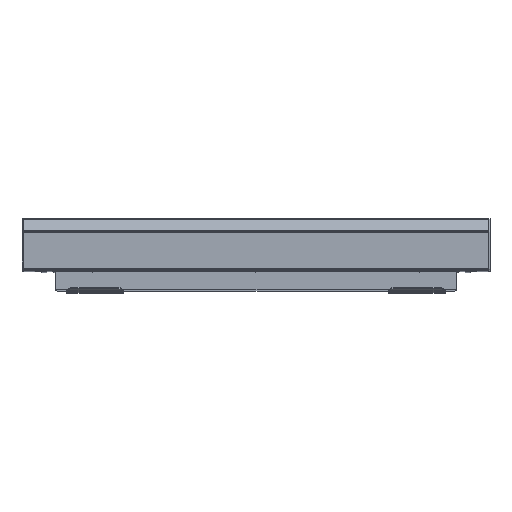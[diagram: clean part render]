
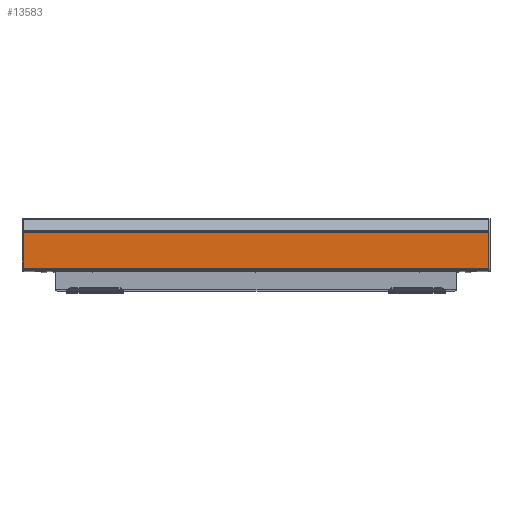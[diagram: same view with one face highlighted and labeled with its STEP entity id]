
A CAD part, top view. The second image highlights one B-rep face of the part: STEP entity #13583.
In plain terms, the highlighted planar face has unit normal (0, 0, 1).
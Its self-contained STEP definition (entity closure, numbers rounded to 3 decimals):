
#580 = CARTESIAN_POINT ( 'NONE',  ( -327.5, -19.054, 493. ) ) ;
#589 = ORIENTED_EDGE ( 'NONE', *, *, #7696, .T. ) ;
#1833 = CARTESIAN_POINT ( 'NONE',  ( -327.5, -69.906, 493. ) ) ;
#2309 = LINE ( 'NONE', #6943, #11606 ) ;
#3099 = LINE ( 'NONE', #1833, #4790 ) ;
#3609 = FACE_OUTER_BOUND ( 'NONE', #10901, .T. ) ;
#4291 = VECTOR ( 'NONE', #7878, 1000. ) ;
#4631 = ORIENTED_EDGE ( 'NONE', *, *, #9337, .F. ) ;
#4790 = VECTOR ( 'NONE', #6630, 1000. ) ;
#5262 = CARTESIAN_POINT ( 'NONE',  ( -327.5, -69.906, 493. ) ) ;
#5705 = DIRECTION ( 'NONE',  ( 0., -1., 0. ) ) ;
#6052 = PLANE ( 'NONE',  #9359 ) ;
#6278 = VECTOR ( 'NONE', #5705, 1000. ) ;
#6387 = CARTESIAN_POINT ( 'NONE',  ( -327.5, -19.054, 493. ) ) ;
#6630 = DIRECTION ( 'NONE',  ( 1., 0., 0. ) ) ;
#6943 = CARTESIAN_POINT ( 'NONE',  ( 327.5, -19.054, 493. ) ) ;
#7696 = EDGE_CURVE ( 'NONE', #9682, #10070, #7892, .T. ) ;
#7816 = CARTESIAN_POINT ( 'NONE',  ( 327.5, -19.054, 493. ) ) ;
#7878 = DIRECTION ( 'NONE',  ( 1., 0., 0. ) ) ;
#7892 = LINE ( 'NONE', #12712, #6278 ) ;
#8493 = DIRECTION ( 'NONE',  ( 0., -1., 0. ) ) ;
#9038 = LINE ( 'NONE', #6387, #4291 ) ;
#9123 = VERTEX_POINT ( 'NONE', #11109 ) ;
#9337 = EDGE_CURVE ( 'NONE', #9650, #9123, #2309, .T. ) ;
#9359 = AXIS2_PLACEMENT_3D ( 'NONE', #12080, #9675, #8493 ) ;
#9650 = VERTEX_POINT ( 'NONE', #7816 ) ;
#9675 = DIRECTION ( 'NONE',  ( 0., 0., 1. ) ) ;
#9682 = VERTEX_POINT ( 'NONE', #580 ) ;
#10070 = VERTEX_POINT ( 'NONE', #5262 ) ;
#10901 = EDGE_LOOP ( 'NONE', ( #11024, #4631, #11543, #589 ) ) ;
#11024 = ORIENTED_EDGE ( 'NONE', *, *, #14854, .T. ) ;
#11109 = CARTESIAN_POINT ( 'NONE',  ( 327.5, -69.906, 493. ) ) ;
#11462 = EDGE_CURVE ( 'NONE', #9682, #9650, #9038, .T. ) ;
#11543 = ORIENTED_EDGE ( 'NONE', *, *, #11462, .F. ) ;
#11606 = VECTOR ( 'NONE', #11782, 1000. ) ;
#11782 = DIRECTION ( 'NONE',  ( 0., -1., 0. ) ) ;
#12080 = CARTESIAN_POINT ( 'NONE',  ( -327.5, -19.054, 493. ) ) ;
#12712 = CARTESIAN_POINT ( 'NONE',  ( -327.5, -19.054, 493. ) ) ;
#13583 = ADVANCED_FACE ( 'NONE', ( #3609 ), #6052, .T. ) ;
#14854 = EDGE_CURVE ( 'NONE', #10070, #9123, #3099, .T. ) ;
